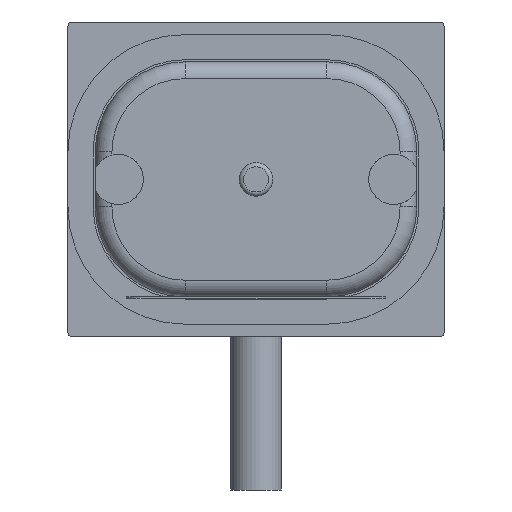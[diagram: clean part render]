
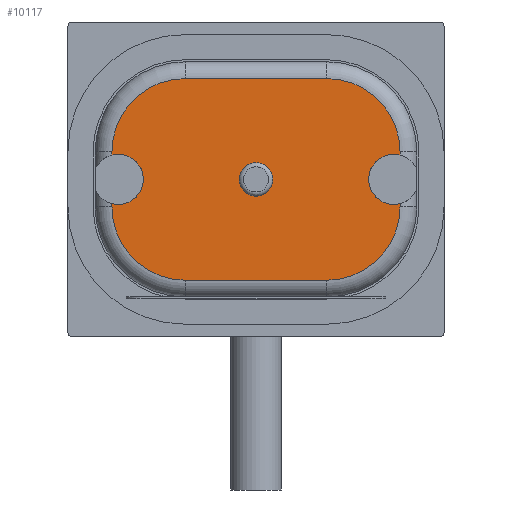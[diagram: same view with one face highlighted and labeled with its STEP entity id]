
A CAD part, left-side view. The second image highlights one B-rep face of the part: STEP entity #10117.
In plain terms, the highlighted planar face has unit normal (-1, 0, 0).
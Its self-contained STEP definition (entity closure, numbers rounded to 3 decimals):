
#828=FACE_BOUND('',#1810,.T.);
#906=PLANE('',#10773);
#1232=FACE_OUTER_BOUND('',#1809,.T.);
#1809=EDGE_LOOP('',(#7224,#7225,#7226,#7227,#7228,#7229,#7230,#7231,#7232,
#7233,#7234,#7235));
#1810=EDGE_LOOP('',(#7236));
#2429=LINE('',#13105,#3392);
#2435=LINE('',#13119,#3398);
#2472=LINE('',#13228,#3435);
#2473=LINE('',#13235,#3436);
#2474=LINE('',#13246,#3437);
#2476=LINE('',#13252,#3439);
#3392=VECTOR('',#11245,10.);
#3398=VECTOR('',#11257,10.);
#3435=VECTOR('',#11368,10.);
#3436=VECTOR('',#11379,10.);
#3437=VECTOR('',#11392,10.);
#3439=VECTOR('',#11402,10.);
#4338=CIRCLE('',#10702,1.);
#4340=CIRCLE('',#10707,1.5);
#4342=CIRCLE('',#10711,1.5);
#4360=CIRCLE('',#10751,4.375);
#4362=CIRCLE('',#10755,4.375);
#4366=CIRCLE('',#10761,4.375);
#4369=CIRCLE('',#10766,4.375);
#4443=VERTEX_POINT('',#13015);
#4447=VERTEX_POINT('',#13027);
#4448=VERTEX_POINT('',#13040);
#4453=VERTEX_POINT('',#13064);
#4454=VERTEX_POINT('',#13077);
#4460=VERTEX_POINT('',#13104);
#4465=VERTEX_POINT('',#13118);
#4498=VERTEX_POINT('',#13219);
#4499=VERTEX_POINT('',#13222);
#4500=VERTEX_POINT('',#13226);
#4501=VERTEX_POINT('',#13233);
#4503=VERTEX_POINT('',#13238);
#4505=VERTEX_POINT('',#13244);
#5480=EDGE_CURVE('',#4443,#4443,#4338,.T.);
#5485=EDGE_CURVE('',#4448,#4447,#4340,.T.);
#5492=EDGE_CURVE('',#4454,#4453,#4342,.T.);
#5500=EDGE_CURVE('',#4448,#4460,#2429,.T.);
#5507=EDGE_CURVE('',#4454,#4465,#2435,.T.);
#5560=EDGE_CURVE('',#4499,#4498,#4360,.T.);
#5562=EDGE_CURVE('',#4500,#4499,#2472,.T.);
#5563=EDGE_CURVE('',#4460,#4500,#4362,.T.);
#5566=EDGE_CURVE('',#4501,#4447,#2473,.T.);
#5568=EDGE_CURVE('',#4503,#4501,#4366,.T.);
#5571=EDGE_CURVE('',#4505,#4503,#2474,.T.);
#5573=EDGE_CURVE('',#4465,#4505,#4369,.T.);
#5575=EDGE_CURVE('',#4498,#4453,#2476,.T.);
#7224=ORIENTED_EDGE('',*,*,#5485,.T.);
#7225=ORIENTED_EDGE('',*,*,#5566,.F.);
#7226=ORIENTED_EDGE('',*,*,#5568,.F.);
#7227=ORIENTED_EDGE('',*,*,#5571,.F.);
#7228=ORIENTED_EDGE('',*,*,#5573,.F.);
#7229=ORIENTED_EDGE('',*,*,#5507,.F.);
#7230=ORIENTED_EDGE('',*,*,#5492,.T.);
#7231=ORIENTED_EDGE('',*,*,#5575,.F.);
#7232=ORIENTED_EDGE('',*,*,#5560,.F.);
#7233=ORIENTED_EDGE('',*,*,#5562,.F.);
#7234=ORIENTED_EDGE('',*,*,#5563,.F.);
#7235=ORIENTED_EDGE('',*,*,#5500,.F.);
#7236=ORIENTED_EDGE('',*,*,#5480,.T.);
#10117=ADVANCED_FACE('',(#1232,#828),#906,.F.);
#10702=AXIS2_PLACEMENT_3D('',#13017,#11210,#11211);
#10707=AXIS2_PLACEMENT_3D('',#13041,#11222,#11223);
#10711=AXIS2_PLACEMENT_3D('',#13078,#11233,#11234);
#10751=AXIS2_PLACEMENT_3D('',#13224,#11362,#11363);
#10755=AXIS2_PLACEMENT_3D('',#13230,#11371,#11372);
#10761=AXIS2_PLACEMENT_3D('',#13240,#11384,#11385);
#10766=AXIS2_PLACEMENT_3D('',#13249,#11396,#11397);
#10773=AXIS2_PLACEMENT_3D('',#13257,#11411,#11412);
#11210=DIRECTION('center_axis',(1.,0.,0.));
#11211=DIRECTION('ref_axis',(0.,0.,-1.));
#11222=DIRECTION('center_axis',(1.,0.,0.));
#11223=DIRECTION('ref_axis',(0.,0.,-1.));
#11233=DIRECTION('center_axis',(1.,0.,0.));
#11234=DIRECTION('ref_axis',(0.,0.,-1.));
#11245=DIRECTION('',(0.,0.,-1.));
#11257=DIRECTION('',(0.,0.,1.));
#11362=DIRECTION('center_axis',(1.,0.,0.));
#11363=DIRECTION('ref_axis',(0.,0.707,-0.707));
#11368=DIRECTION('',(0.,1.,0.));
#11371=DIRECTION('center_axis',(1.,0.,0.));
#11372=DIRECTION('ref_axis',(0.,-0.707,-0.707));
#11379=DIRECTION('',(0.,0.,-1.));
#11384=DIRECTION('center_axis',(1.,0.,0.));
#11385=DIRECTION('ref_axis',(0.,-0.707,0.707));
#11392=DIRECTION('',(0.,-1.,0.));
#11396=DIRECTION('center_axis',(1.,0.,0.));
#11397=DIRECTION('ref_axis',(0.,0.707,0.707));
#11402=DIRECTION('',(0.,0.,1.));
#11411=DIRECTION('center_axis',(1.,0.,0.));
#11412=DIRECTION('ref_axis',(0.,0.,-1.));
#13015=CARTESIAN_POINT('',(-40.79,0.,10.39));
#13017=CARTESIAN_POINT('Origin',(-40.79,0.,9.39));
#13027=CARTESIAN_POINT('',(-40.79,-8.595,10.843));
#13040=CARTESIAN_POINT('',(-40.79,-8.595,7.938));
#13041=CARTESIAN_POINT('Origin',(-40.79,-8.22,9.391));
#13064=CARTESIAN_POINT('',(-40.79,8.595,7.938));
#13077=CARTESIAN_POINT('',(-40.79,8.595,10.843));
#13078=CARTESIAN_POINT('Origin',(-40.79,8.22,9.391));
#13104=CARTESIAN_POINT('',(-40.79,-8.595,7.75));
#13105=CARTESIAN_POINT('',(-40.79,-8.595,8.57));
#13118=CARTESIAN_POINT('',(-40.79,8.595,11.03));
#13119=CARTESIAN_POINT('',(-40.79,8.595,10.21));
#13219=CARTESIAN_POINT('',(-40.79,8.595,7.75));
#13222=CARTESIAN_POINT('',(-40.79,4.22,3.375));
#13224=CARTESIAN_POINT('Origin',(-40.79,4.22,7.75));
#13226=CARTESIAN_POINT('',(-40.79,-4.22,3.375));
#13228=CARTESIAN_POINT('',(-40.79,2.11,3.375));
#13230=CARTESIAN_POINT('Origin',(-40.79,-4.22,7.75));
#13233=CARTESIAN_POINT('',(-40.79,-8.595,11.03));
#13235=CARTESIAN_POINT('',(-40.79,-8.595,8.57));
#13238=CARTESIAN_POINT('',(-40.79,-4.22,15.405));
#13240=CARTESIAN_POINT('Origin',(-40.79,-4.22,11.03));
#13244=CARTESIAN_POINT('',(-40.79,4.22,15.405));
#13246=CARTESIAN_POINT('',(-40.79,-2.11,15.405));
#13249=CARTESIAN_POINT('Origin',(-40.79,4.22,11.03));
#13252=CARTESIAN_POINT('',(-40.79,8.595,10.21));
#13257=CARTESIAN_POINT('Origin',(-40.79,0.,9.39));
